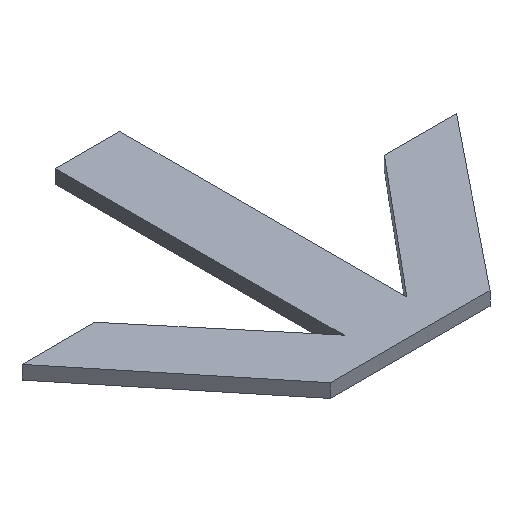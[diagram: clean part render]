
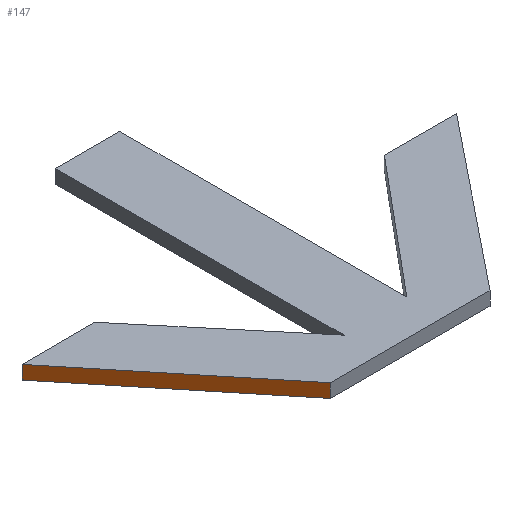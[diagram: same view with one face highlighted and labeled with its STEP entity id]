
A CAD part, isometric view. The second image highlights one B-rep face of the part: STEP entity #147.
In plain terms, the highlighted face is a extrusion surface.
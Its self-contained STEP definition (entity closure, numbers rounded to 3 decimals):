
#43 = SURFACE_OF_LINEAR_EXTRUSION('',#44,#47);
#44 = B_SPLINE_CURVE_WITH_KNOTS('',1,(#45,#46),.UNSPECIFIED.,.F.,.F.,(2,
    2),(0.,20.802),.PIECEWISE_BEZIER_KNOTS.);
#45 = CARTESIAN_POINT('',(10.952,-11.868,0.));
#46 = CARTESIAN_POINT('',(5.082,-11.868,0.));
#47 = VECTOR('',#48,1.);
#48 = DIRECTION('',(-0.,-0.,-1.));
#70 = VERTEX_POINT('',#71);
#71 = CARTESIAN_POINT('',(5.082,-11.868,0.5));
#84 = PLANE('',#85);
#85 = AXIS2_PLACEMENT_3D('',#86,#87,#88);
#86 = CARTESIAN_POINT('',(10.952,-11.868,0.5));
#87 = DIRECTION('',(0.,0.,1.));
#88 = DIRECTION('',(1.,0.,-0.));
#95 = EDGE_CURVE('',#96,#70,#98,.T.);
#96 = VERTEX_POINT('',#97);
#97 = CARTESIAN_POINT('',(5.082,-11.868,0.));
#98 = SURFACE_CURVE('',#99,(#103,#110),.PCURVE_S1.);
#99 = LINE('',#100,#101);
#100 = CARTESIAN_POINT('',(5.082,-11.868,0.));
#101 = VECTOR('',#102,1.);
#102 = DIRECTION('',(0.,0.,1.));
#103 = PCURVE('',#43,#104);
#104 = DEFINITIONAL_REPRESENTATION('',(#105),#109);
#105 = LINE('',#106,#107);
#106 = CARTESIAN_POINT('',(20.802,0.));
#107 = VECTOR('',#108,1.);
#108 = DIRECTION('',(0.,-1.));
#109 = ( GEOMETRIC_REPRESENTATION_CONTEXT(2) 
PARAMETRIC_REPRESENTATION_CONTEXT() REPRESENTATION_CONTEXT('2D SPACE',''
  ) );
#110 = PCURVE('',#111,#117);
#111 = SURFACE_OF_LINEAR_EXTRUSION('',#112,#115);
#112 = B_SPLINE_CURVE_WITH_KNOTS('',1,(#113,#114),.UNSPECIFIED.,.F.,.F.,
  (2,2),(0.,28.541),.PIECEWISE_BEZIER_KNOTS.);
#113 = CARTESIAN_POINT('',(5.082,-11.868,0.));
#114 = CARTESIAN_POINT('',(0.,-5.618,0.));
#115 = VECTOR('',#116,1.);
#116 = DIRECTION('',(-0.,-0.,-1.));
#117 = DEFINITIONAL_REPRESENTATION('',(#118),#122);
#118 = LINE('',#119,#120);
#119 = CARTESIAN_POINT('',(0.,0.));
#120 = VECTOR('',#121,1.);
#121 = DIRECTION('',(0.,-1.));
#122 = ( GEOMETRIC_REPRESENTATION_CONTEXT(2) 
PARAMETRIC_REPRESENTATION_CONTEXT() REPRESENTATION_CONTEXT('2D SPACE',''
  ) );
#137 = PLANE('',#138);
#138 = AXIS2_PLACEMENT_3D('',#139,#140,#141);
#139 = CARTESIAN_POINT('',(10.952,-11.868,0.));
#140 = DIRECTION('',(0.,0.,1.));
#141 = DIRECTION('',(1.,0.,-0.));
#147 = ADVANCED_FACE('',(#148),#111,.T.);
#148 = FACE_BOUND('',#149,.T.);
#149 = EDGE_LOOP('',(#150,#151,#172,#201));
#150 = ORIENTED_EDGE('',*,*,#95,.T.);
#151 = ORIENTED_EDGE('',*,*,#152,.T.);
#152 = EDGE_CURVE('',#70,#153,#155,.T.);
#153 = VERTEX_POINT('',#154);
#154 = CARTESIAN_POINT('',(0.,-5.618,0.5));
#155 = SURFACE_CURVE('',#156,(#159,#166),.PCURVE_S1.);
#156 = B_SPLINE_CURVE_WITH_KNOTS('',1,(#157,#158),.UNSPECIFIED.,.F.,.F.,
  (2,2),(0.,28.541),.PIECEWISE_BEZIER_KNOTS.);
#157 = CARTESIAN_POINT('',(5.082,-11.868,0.5));
#158 = CARTESIAN_POINT('',(0.,-5.618,0.5));
#159 = PCURVE('',#111,#160);
#160 = DEFINITIONAL_REPRESENTATION('',(#161),#165);
#161 = LINE('',#162,#163);
#162 = CARTESIAN_POINT('',(0.,-0.5));
#163 = VECTOR('',#164,1.);
#164 = DIRECTION('',(1.,0.));
#165 = ( GEOMETRIC_REPRESENTATION_CONTEXT(2) 
PARAMETRIC_REPRESENTATION_CONTEXT() REPRESENTATION_CONTEXT('2D SPACE',''
  ) );
#166 = PCURVE('',#84,#167);
#167 = DEFINITIONAL_REPRESENTATION('',(#168),#171);
#168 = B_SPLINE_CURVE_WITH_KNOTS('',1,(#169,#170),.UNSPECIFIED.,.F.,.F.,
  (2,2),(0.,28.541),.PIECEWISE_BEZIER_KNOTS.);
#169 = CARTESIAN_POINT('',(-5.871,0.));
#170 = CARTESIAN_POINT('',(-10.952,6.25));
#171 = ( GEOMETRIC_REPRESENTATION_CONTEXT(2) 
PARAMETRIC_REPRESENTATION_CONTEXT() REPRESENTATION_CONTEXT('2D SPACE',''
  ) );
#172 = ORIENTED_EDGE('',*,*,#173,.F.);
#173 = EDGE_CURVE('',#174,#153,#176,.T.);
#174 = VERTEX_POINT('',#175);
#175 = CARTESIAN_POINT('',(0.,-5.618,0.));
#176 = SURFACE_CURVE('',#177,(#181,#188),.PCURVE_S1.);
#177 = LINE('',#178,#179);
#178 = CARTESIAN_POINT('',(0.,-5.618,0.));
#179 = VECTOR('',#180,1.);
#180 = DIRECTION('',(0.,0.,1.));
#181 = PCURVE('',#111,#182);
#182 = DEFINITIONAL_REPRESENTATION('',(#183),#187);
#183 = LINE('',#184,#185);
#184 = CARTESIAN_POINT('',(28.541,0.));
#185 = VECTOR('',#186,1.);
#186 = DIRECTION('',(0.,-1.));
#187 = ( GEOMETRIC_REPRESENTATION_CONTEXT(2) 
PARAMETRIC_REPRESENTATION_CONTEXT() REPRESENTATION_CONTEXT('2D SPACE',''
  ) );
#188 = PCURVE('',#189,#195);
#189 = SURFACE_OF_LINEAR_EXTRUSION('',#190,#193);
#190 = B_SPLINE_CURVE_WITH_KNOTS('',1,(#191,#192),.UNSPECIFIED.,.F.,.F.,
  (2,2),(0.,9.506),.PIECEWISE_BEZIER_KNOTS.);
#191 = CARTESIAN_POINT('',(0.,-5.618,0.));
#192 = CARTESIAN_POINT('',(2.683,-5.618,0.));
#193 = VECTOR('',#194,1.);
#194 = DIRECTION('',(-0.,-0.,-1.));
#195 = DEFINITIONAL_REPRESENTATION('',(#196),#200);
#196 = LINE('',#197,#198);
#197 = CARTESIAN_POINT('',(0.,0.));
#198 = VECTOR('',#199,1.);
#199 = DIRECTION('',(0.,-1.));
#200 = ( GEOMETRIC_REPRESENTATION_CONTEXT(2) 
PARAMETRIC_REPRESENTATION_CONTEXT() REPRESENTATION_CONTEXT('2D SPACE',''
  ) );
#201 = ORIENTED_EDGE('',*,*,#202,.F.);
#202 = EDGE_CURVE('',#96,#174,#203,.T.);
#203 = SURFACE_CURVE('',#204,(#207,#214),.PCURVE_S1.);
#204 = B_SPLINE_CURVE_WITH_KNOTS('',1,(#205,#206),.UNSPECIFIED.,.F.,.F.,
  (2,2),(0.,28.541),.PIECEWISE_BEZIER_KNOTS.);
#205 = CARTESIAN_POINT('',(5.082,-11.868,0.));
#206 = CARTESIAN_POINT('',(0.,-5.618,0.));
#207 = PCURVE('',#111,#208);
#208 = DEFINITIONAL_REPRESENTATION('',(#209),#213);
#209 = LINE('',#210,#211);
#210 = CARTESIAN_POINT('',(0.,0.));
#211 = VECTOR('',#212,1.);
#212 = DIRECTION('',(1.,0.));
#213 = ( GEOMETRIC_REPRESENTATION_CONTEXT(2) 
PARAMETRIC_REPRESENTATION_CONTEXT() REPRESENTATION_CONTEXT('2D SPACE',''
  ) );
#214 = PCURVE('',#137,#215);
#215 = DEFINITIONAL_REPRESENTATION('',(#216),#219);
#216 = B_SPLINE_CURVE_WITH_KNOTS('',1,(#217,#218),.UNSPECIFIED.,.F.,.F.,
  (2,2),(0.,28.541),.PIECEWISE_BEZIER_KNOTS.);
#217 = CARTESIAN_POINT('',(-5.871,0.));
#218 = CARTESIAN_POINT('',(-10.952,6.25));
#219 = ( GEOMETRIC_REPRESENTATION_CONTEXT(2) 
PARAMETRIC_REPRESENTATION_CONTEXT() REPRESENTATION_CONTEXT('2D SPACE',''
  ) );
